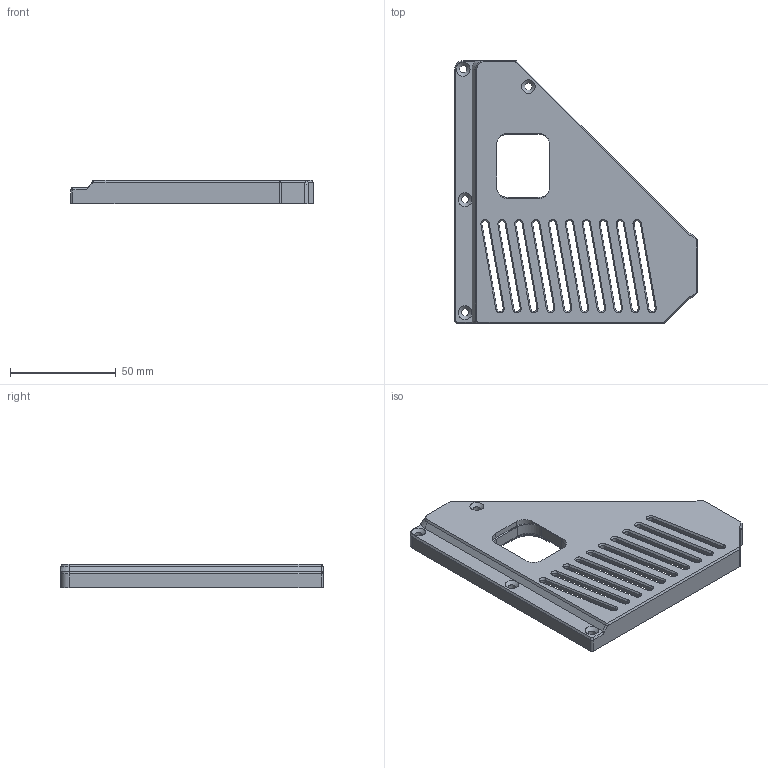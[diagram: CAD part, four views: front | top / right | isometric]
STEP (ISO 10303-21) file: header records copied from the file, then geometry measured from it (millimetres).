
FILE_DESCRIPTION(('HOOPS Exchange Step'),'2;1');
FILE_NAME('temp_export','2024-12-21T17:11:03+08:00',('27699'),('Shapr3D Limited'),'HOOPS Exchange 2024.6','Shapr3D','Authorized');
FILE_SCHEMA( ('AP242_MANAGED_MODEL_BASED_3D_ENGINEERING_MIM_LF {1 0 10303 442 1 1 4 }') );
Length unit declared in the file: millimetre
Products named in the file (1): 右电气仓上盖
Bounding box: 114.82 x 124.2 x 11 mm (x, y, z)
Volume: 56205.6 mm3; surface area: 26630.8 mm2
Topology: 1 solids, 1 shells, 297 faces, 748 edges, 457 vertices
Faces by surface type: plane 142, cylinder 76, cone 65, torus 12, sphere 2
Full cylindrical faces by diameter (mm): 2.5 x3, 2.7 x2, 3.5 x4
Entity records: 9116 total; most frequent: CARTESIAN_POINT 1771, DIRECTION 1583, ORIENTED_EDGE 1496, EDGE_CURVE 748, AXIS2_PLACEMENT_3D 561, VECTOR 461, LINE 461, VERTEX_POINT 457
